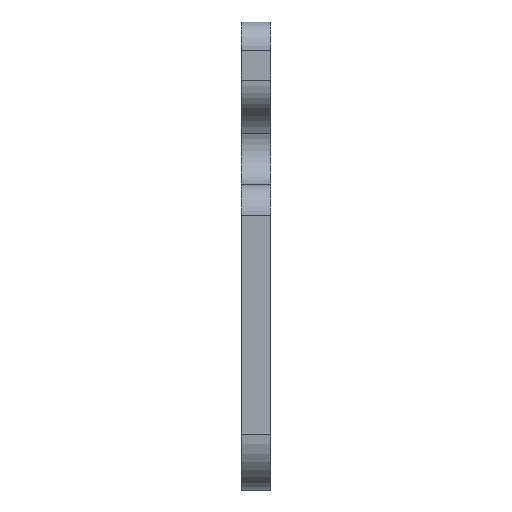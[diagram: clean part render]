
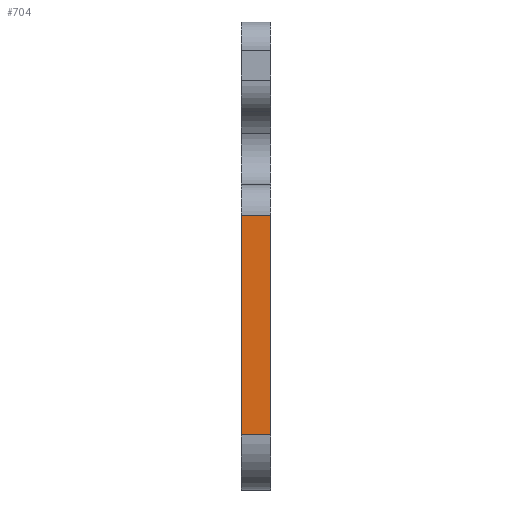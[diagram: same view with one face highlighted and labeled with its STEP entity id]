
A CAD part, left-side view. The second image highlights one B-rep face of the part: STEP entity #704.
In plain terms, the highlighted planar face has unit normal (-1, 0, 0).
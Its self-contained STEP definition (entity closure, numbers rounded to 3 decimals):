
#42=PLANE('',#794);
#56=FACE_OUTER_BOUND('',#116,.T.);
#116=EDGE_LOOP('',(#555,#556,#557,#558));
#158=LINE('',#1117,#208);
#159=LINE('',#1141,#209);
#160=LINE('',#1145,#210);
#167=LINE('',#1202,#217);
#208=VECTOR('',#884,10.);
#209=VECTOR('',#909,10.);
#210=VECTOR('',#914,10.);
#217=VECTOR('',#967,10.);
#324=VERTEX_POINT('',#1114);
#325=VERTEX_POINT('',#1116);
#336=VERTEX_POINT('',#1140);
#337=VERTEX_POINT('',#1144);
#396=EDGE_CURVE('',#324,#325,#158,.T.);
#408=EDGE_CURVE('',#325,#336,#159,.T.);
#410=EDGE_CURVE('',#336,#337,#160,.T.);
#439=EDGE_CURVE('',#324,#337,#167,.T.);
#555=ORIENTED_EDGE('',*,*,#408,.F.);
#556=ORIENTED_EDGE('',*,*,#396,.F.);
#557=ORIENTED_EDGE('',*,*,#439,.T.);
#558=ORIENTED_EDGE('',*,*,#410,.F.);
#704=ADVANCED_FACE('',(#56),#42,.T.);
#794=AXIS2_PLACEMENT_3D('',#1201,#965,#966);
#884=DIRECTION('',(0.,0.,-1.));
#909=DIRECTION('',(0.,1.,0.));
#914=DIRECTION('',(0.,0.,1.));
#965=DIRECTION('center_axis',(-1.,0.,0.));
#966=DIRECTION('ref_axis',(0.,0.,
1.));
#967=DIRECTION('',(0.,1.,0.));
#1114=CARTESIAN_POINT('',(-24.671,47.954,15.004));
#1116=CARTESIAN_POINT('',(-24.671,47.954,-8.896));
#1117=CARTESIAN_POINT('',(-24.671,47.954,11.553));
#1140=CARTESIAN_POINT('',(-24.671,51.129,-8.896));
#1141=CARTESIAN_POINT('',(-24.671,47.954,-8.896));
#1144=CARTESIAN_POINT('',(-24.671,51.129,15.004));
#1145=CARTESIAN_POINT('',(-24.671,51.129,-15.392));
#1201=CARTESIAN_POINT('Origin',(-24.671,47.954,-14.896));
#1202=CARTESIAN_POINT('',(-24.671,47.954,15.004));
